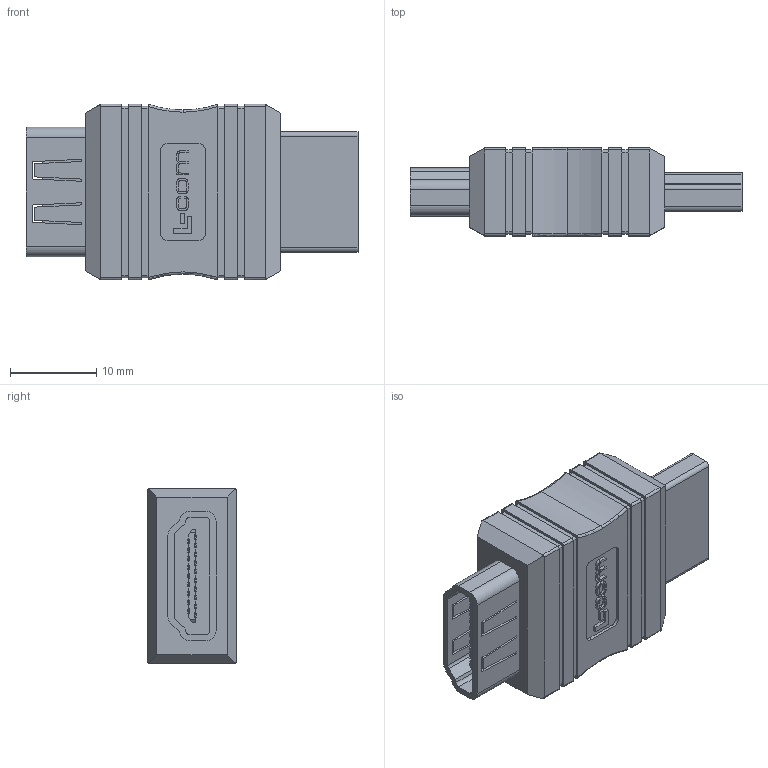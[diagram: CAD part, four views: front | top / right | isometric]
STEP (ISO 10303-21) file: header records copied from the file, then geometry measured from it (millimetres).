
FILE_DESCRIPTION (( 'STEP AP214' ), '1' );
FILE_NAME ('HDFM.STEP', '2012-10-25T16:17:31', ( 'x' ), ( '' ), 'SwSTEP 2.0', 'SolidWorks 2012', '' );
FILE_SCHEMA (( 'AUTOMOTIVE_DESIGN' ));
Length unit declared in the file: inch
Products named in the file (7): MTN-553; HDMIFM_1_latest; 1AH05-022; 1AH05-003; MTN-550; HDFM
Assembly tree (6 placements, depth 4):
  HDFM
    MTN-550
    MTN-553
      MTN-553
      HDMIFM_1_latest
        1AH05-003
        1AH05-022
Bounding box: 38.43 x 10.2 x 20.32 mm (x, y, z)
Volume: 5770.7 mm3; surface area: 6383.1 mm2
Topology: 4 solids, 4 shells, 1102 faces, 3099 edges, 2038 vertices
Faces by surface type: plane 838, cylinder 170, bspline 80, sphere 8, torus 6
Entity records: 43713 total; most frequent: CARTESIAN_POINT 8962, ORIENTED_EDGE 6182, DIRECTION 5315, EDGE_CURVE 3091, LINE 2565, VECTOR 2565, VERTEX_POINT 2038, AXIS2_PLACEMENT_3D 1375
